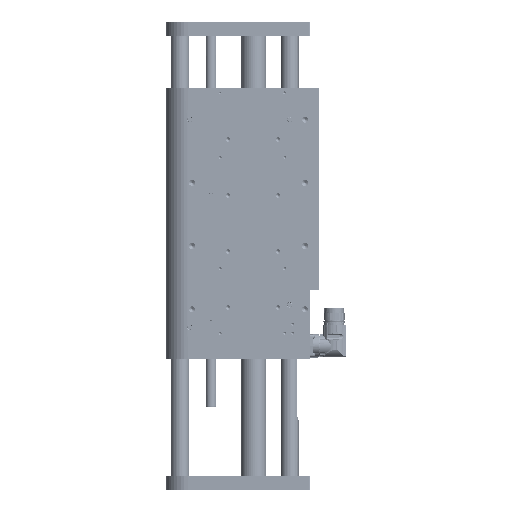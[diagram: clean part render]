
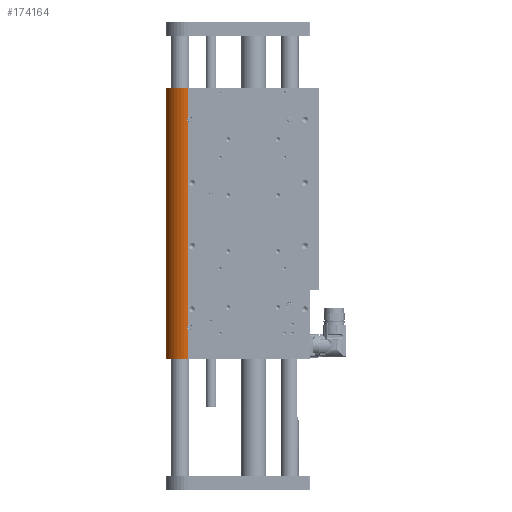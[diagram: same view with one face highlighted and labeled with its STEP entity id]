
A CAD part, left-side view. The second image highlights one B-rep face of the part: STEP entity #174164.
In plain terms, the highlighted cylindrical face has radius 25 mm (diameter 50 mm), a partial arc.
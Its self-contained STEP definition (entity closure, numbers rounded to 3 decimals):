
#5939 = DIRECTION ( 'NONE',  ( 0., 0., -1. ) ) ;
#6039 = CARTESIAN_POINT ( 'NONE',  ( 25., 72., 299. ) ) ;
#6706 = ORIENTED_EDGE ( 'NONE', *, *, #39311, .F. ) ;
#9952 = VECTOR ( 'NONE', #137592, 1000. ) ;
#14024 = CARTESIAN_POINT ( 'NONE',  ( -24.988, 72.807, 262.545 ) ) ;
#15092 = B_SPLINE_CURVE_WITH_KNOTS ( 'NONE', 3,
 ( #34260, #20809, #75236, #129576, #117553, #49831, #90791, #132617, #170130, #158510, #88990, #116643, #115758, #22985, #20296, #117525, #102407, #104180, #157605, #78249 ),
 .UNSPECIFIED., .F., .F.,
 ( 4, 2, 2, 2, 2, 2, 2, 2, 2, 4 ),
 ( 0., 0.001, 0.002, 0.003, 0.003, 0.004, 0.004, 0.005, 0.006, 0.006 ),
 .UNSPECIFIED. ) ;
#15257 = VECTOR ( 'NONE', #49338, 1000. ) ;
#19632 = FACE_OUTER_BOUND ( 'NONE', #31606, .T. ) ;
#19899 = ORIENTED_EDGE ( 'NONE', *, *, #145547, .T. ) ;
#20296 = CARTESIAN_POINT ( 'NONE',  ( -24.97, 73.221, 35.78 ) ) ;
#20809 = CARTESIAN_POINT ( 'NONE',  ( -25., 72.229, 32.004 ) ) ;
#22235 = B_SPLINE_CURVE_WITH_KNOTS ( 'NONE', 3,
 ( #67568, #136157, #163826, #14024, #68460, #71922, #137915, #167326, #97906, #56834, #42650, #110301, #124559, #164704, #138798, #73650, #126288, #83573, #139656, #100474 ),
 .UNSPECIFIED., .F., .F.,
 ( 4, 2, 2, 2, 2, 2, 2, 2, 2, 4 ),
 ( 0., 0.001, 0.002, 0.003, 0.003, 0.004, 0.004, 0.005, 0.006, 0.006 ),
 .UNSPECIFIED. ) ;
#22376 = VECTOR ( 'NONE', #5939, 1000. ) ;
#22985 = CARTESIAN_POINT ( 'NONE',  ( -24.965, 73.317, 35.537 ) ) ;
#27032 = ORIENTED_EDGE ( 'NONE', *, *, #48924, .F. ) ;
#31606 = EDGE_LOOP ( 'NONE', ( #47625, #107795, #132215, #6706, #161569, #87472, #27032, #19899 ) ) ;
#31838 = VERTEX_POINT ( 'NONE', #132265 ) ;
#33691 = DIRECTION ( 'NONE',  ( 0., 0., 1. ) ) ;
#34260 = CARTESIAN_POINT ( 'NONE',  ( -25., 72., 31.873 ) ) ;
#39311 = EDGE_CURVE ( 'NONE', #61714, #73346, #161709, .T. ) ;
#41713 = EDGE_CURVE ( 'NONE', #158690, #104054, #150605, .T. ) ;
#42650 = CARTESIAN_POINT ( 'NONE',  ( -24.957, 73.473, 264.762 ) ) ;
#47625 = ORIENTED_EDGE ( 'NONE', *, *, #148177, .F. ) ;
#48924 = EDGE_CURVE ( 'NONE', #125384, #104054, #109059, .T. ) ;
#49338 = DIRECTION ( 'NONE',  ( 0., 0., -1. ) ) ;
#49831 = CARTESIAN_POINT ( 'NONE',  ( -24.971, 73.22, 33.218 ) ) ;
#50878 = CYLINDRICAL_SURFACE ( 'NONE', #151732, 25. ) ;
#56834 = CARTESIAN_POINT ( 'NONE',  ( -24.956, 73.481, 264.632 ) ) ;
#59519 = AXIS2_PLACEMENT_3D ( 'NONE', #100599, #33691, #128175 ) ;
#61714 = VERTEX_POINT ( 'NONE', #6039 ) ;
#65693 = CARTESIAN_POINT ( 'NONE',  ( -25., 72., 31.873 ) ) ;
#67568 = CARTESIAN_POINT ( 'NONE',  ( -25., 72., 261.873 ) ) ;
#67933 = DIRECTION ( 'NONE',  ( 1., 0., 0. ) ) ;
#68460 = CARTESIAN_POINT ( 'NONE',  ( -24.982, 72.963, 262.756 ) ) ;
#71922 = CARTESIAN_POINT ( 'NONE',  ( -24.971, 73.22, 263.218 ) ) ;
#73346 = VERTEX_POINT ( 'NONE', #84717 ) ;
#73650 = CARTESIAN_POINT ( 'NONE',  ( -24.982, 72.964, 266.244 ) ) ;
#74544 = LINE ( 'NONE', #153924, #22376 ) ;
#75236 = CARTESIAN_POINT ( 'NONE',  ( -24.997, 72.438, 32.166 ) ) ;
#76921 = LINE ( 'NONE', #89399, #15257 ) ;
#78249 = CARTESIAN_POINT ( 'NONE',  ( -25., 72., 37.127 ) ) ;
#83260 = CARTESIAN_POINT ( 'NONE',  ( -25., 72., 299. ) ) ;
#83573 = CARTESIAN_POINT ( 'NONE',  ( -24.997, 72.441, 266.831 ) ) ;
#84717 = CARTESIAN_POINT ( 'NONE',  ( -25., 72., 299. ) ) ;
#87472 = ORIENTED_EDGE ( 'NONE', *, *, #41713, .T. ) ;
#88990 = CARTESIAN_POINT ( 'NONE',  ( -24.957, 73.473, 34.762 ) ) ;
#89399 = CARTESIAN_POINT ( 'NONE',  ( 25., 72., 299. ) ) ;
#90791 = CARTESIAN_POINT ( 'NONE',  ( -24.965, 73.317, 33.464 ) ) ;
#94855 = DIRECTION ( 'NONE',  ( 0., 0., -1. ) ) ;
#97906 = CARTESIAN_POINT ( 'NONE',  ( -24.956, 73.481, 264.239 ) ) ;
#98103 = CARTESIAN_POINT ( 'NONE',  ( 25., 72., 0. ) ) ;
#100474 = CARTESIAN_POINT ( 'NONE',  ( -25., 72., 267.127 ) ) ;
#100599 = CARTESIAN_POINT ( 'NONE',  ( 0., 72., 0. ) ) ;
#102407 = CARTESIAN_POINT ( 'NONE',  ( -24.988, 72.807, 36.455 ) ) ;
#104054 = VERTEX_POINT ( 'NONE', #123956 ) ;
#104180 = CARTESIAN_POINT ( 'NONE',  ( -24.997, 72.441, 36.831 ) ) ;
#107795 = ORIENTED_EDGE ( 'NONE', *, *, #166614, .T. ) ;
#109059 = LINE ( 'NONE', #137561, #167010 ) ;
#110301 = CARTESIAN_POINT ( 'NONE',  ( -24.958, 73.44, 265.024 ) ) ;
#115758 = CARTESIAN_POINT ( 'NONE',  ( -24.96, 73.415, 35.155 ) ) ;
#116643 = CARTESIAN_POINT ( 'NONE',  ( -24.958, 73.44, 35.024 ) ) ;
#116845 = DIRECTION ( 'NONE',  ( 0., 0., -1. ) ) ;
#117525 = CARTESIAN_POINT ( 'NONE',  ( -24.982, 72.964, 36.244 ) ) ;
#117553 = CARTESIAN_POINT ( 'NONE',  ( -24.982, 72.963, 32.756 ) ) ;
#121386 = DIRECTION ( 'NONE',  ( 0., 0., 1. ) ) ;
#121601 = LINE ( 'NONE', #83260, #9952 ) ;
#123956 = CARTESIAN_POINT ( 'NONE',  ( -25., 72., 0. ) ) ;
#124559 = CARTESIAN_POINT ( 'NONE',  ( -24.96, 73.415, 265.155 ) ) ;
#125384 = VERTEX_POINT ( 'NONE', #65693 ) ;
#126288 = CARTESIAN_POINT ( 'NONE',  ( -24.988, 72.807, 266.455 ) ) ;
#127453 = AXIS2_PLACEMENT_3D ( 'NONE', #150787, #121386, #67933 ) ;
#128175 = DIRECTION ( 'NONE',  ( 1., 0., 0. ) ) ;
#128795 = VERTEX_POINT ( 'NONE', #132892 ) ;
#129576 = CARTESIAN_POINT ( 'NONE',  ( -24.988, 72.807, 32.545 ) ) ;
#132215 = ORIENTED_EDGE ( 'NONE', *, *, #159022, .F. ) ;
#132265 = CARTESIAN_POINT ( 'NONE',  ( -25., 72., 267.127 ) ) ;
#132617 = CARTESIAN_POINT ( 'NONE',  ( -24.958, 73.448, 33.973 ) ) ;
#132892 = CARTESIAN_POINT ( 'NONE',  ( -25., 72., 261.873 ) ) ;
#136157 = CARTESIAN_POINT ( 'NONE',  ( -25., 72.229, 262.004 ) ) ;
#137235 = CARTESIAN_POINT ( 'NONE',  ( -25., 72., 37.127 ) ) ;
#137561 = CARTESIAN_POINT ( 'NONE',  ( -25., 72., 299. ) ) ;
#137592 = DIRECTION ( 'NONE',  ( 0., 0., -1. ) ) ;
#137915 = CARTESIAN_POINT ( 'NONE',  ( -24.965, 73.317, 263.464 ) ) ;
#138798 = CARTESIAN_POINT ( 'NONE',  ( -24.97, 73.221, 265.78 ) ) ;
#139656 = CARTESIAN_POINT ( 'NONE',  ( -25., 72.23, 266.996 ) ) ;
#140469 = EDGE_CURVE ( 'NONE', #61714, #158690, #76921, .T. ) ;
#143532 = CARTESIAN_POINT ( 'NONE',  ( 0., 72., 299. ) ) ;
#145547 = EDGE_CURVE ( 'NONE', #125384, #149452, #15092, .T. ) ;
#148177 = EDGE_CURVE ( 'NONE', #128795, #149452, #74544, .T. ) ;
#149452 = VERTEX_POINT ( 'NONE', #137235 ) ;
#150605 = CIRCLE ( 'NONE', #59519, 25. ) ;
#150787 = CARTESIAN_POINT ( 'NONE',  ( 0., 72., 299. ) ) ;
#151732 = AXIS2_PLACEMENT_3D ( 'NONE', #143532, #116845, #155176 ) ;
#153924 = CARTESIAN_POINT ( 'NONE',  ( -25., 72., 299. ) ) ;
#155176 = DIRECTION ( 'NONE',  ( -1., 0., 0. ) ) ;
#157605 = CARTESIAN_POINT ( 'NONE',  ( -25., 72.23, 36.996 ) ) ;
#158510 = CARTESIAN_POINT ( 'NONE',  ( -24.956, 73.481, 34.632 ) ) ;
#158690 = VERTEX_POINT ( 'NONE', #98103 ) ;
#159022 = EDGE_CURVE ( 'NONE', #73346, #31838, #121601, .T. ) ;
#161569 = ORIENTED_EDGE ( 'NONE', *, *, #140469, .T. ) ;
#161709 = CIRCLE ( 'NONE', #127453, 25. ) ;
#163826 = CARTESIAN_POINT ( 'NONE',  ( -24.997, 72.438, 262.166 ) ) ;
#164704 = CARTESIAN_POINT ( 'NONE',  ( -24.965, 73.317, 265.537 ) ) ;
#166614 = EDGE_CURVE ( 'NONE', #128795, #31838, #22235, .T. ) ;
#167010 = VECTOR ( 'NONE', #94855, 1000. ) ;
#167326 = CARTESIAN_POINT ( 'NONE',  ( -24.958, 73.448, 263.973 ) ) ;
#170130 = CARTESIAN_POINT ( 'NONE',  ( -24.956, 73.481, 34.239 ) ) ;
#174164 = ADVANCED_FACE ( 'NONE', ( #19632 ), #50878, .T. ) ;
